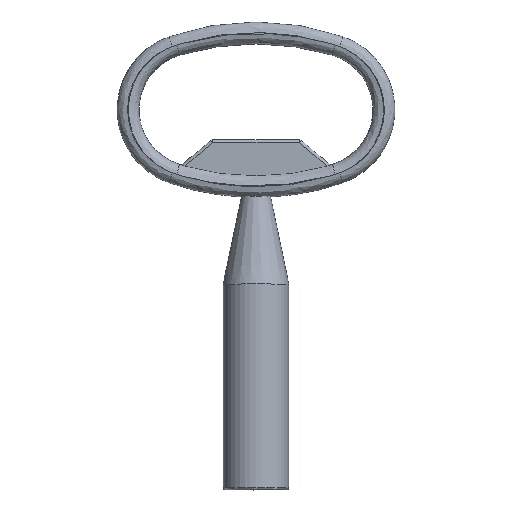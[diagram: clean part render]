
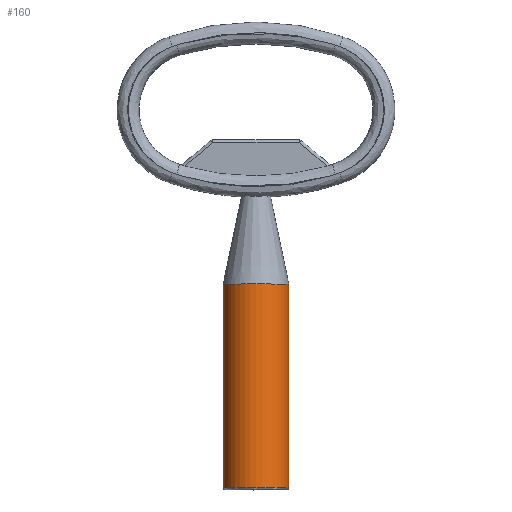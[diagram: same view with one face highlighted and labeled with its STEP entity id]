
A CAD part, top view. The second image highlights one B-rep face of the part: STEP entity #160.
In plain terms, the highlighted cylindrical face has radius 7.112 mm (diameter 14.224 mm), a partial arc.
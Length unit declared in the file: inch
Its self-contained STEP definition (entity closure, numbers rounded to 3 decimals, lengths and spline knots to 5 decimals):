
#35 = EDGE_CURVE ( 'NONE', #1476, #157, #1737, .T. ) ;
#157 = VERTEX_POINT ( 'NONE', #1526 ) ;
#160 = ADVANCED_FACE ( 'NONE', ( #2196 ), #927, .T. ) ;
#177 = CARTESIAN_POINT ( 'NONE',  ( 0.28, 1.76, 0.09495 ) ) ;
#266 = CARTESIAN_POINT ( 'NONE',  ( -0.28, 1.76, 0.09494 ) ) ;
#351 = EDGE_CURVE ( 'NONE', #482, #857, #2644, .T. ) ;
#457 = DIRECTION ( 'NONE',  ( 0., 0., -1. ) ) ;
#482 = VERTEX_POINT ( 'NONE', #2178 ) ;
#487 = CARTESIAN_POINT ( 'NONE',  ( -0.28, 1.18, 0.09496 ) ) ;
#590 = CARTESIAN_POINT ( 'NONE',  ( 0., 1.76, 0.095 ) ) ;
#617 = CARTESIAN_POINT ( 'NONE',  ( 0.28, 1.76, 0.09495 ) ) ;
#725 = B_SPLINE_CURVE_WITH_KNOTS ( 'NONE', 3,
 ( #266, #487, #2647, #1332 ),
 .UNSPECIFIED., .F., .F.,
 ( 4, 4 ),
 ( 0., 1. ),
 .UNSPECIFIED. ) ;
#787 = CARTESIAN_POINT ( 'NONE',  ( 0., 0.02, 0.095 ) ) ;
#829 = EDGE_LOOP ( 'NONE', ( #1181, #964, #1961, #2215 ) ) ;
#857 = VERTEX_POINT ( 'NONE', #2709 ) ;
#927 = CYLINDRICAL_SURFACE ( 'NONE', #2380, 0.28 ) ;
#964 = ORIENTED_EDGE ( 'NONE', *, *, #35, .T. ) ;
#1181 = ORIENTED_EDGE ( 'NONE', *, *, #2406, .T. ) ;
#1264 = CARTESIAN_POINT ( 'NONE',  ( 0.28, 0.6, 0.09498 ) ) ;
#1269 = DIRECTION ( 'NONE',  ( 0., -1., 0. ) ) ;
#1332 = CARTESIAN_POINT ( 'NONE',  ( -0.28, 0.02, 0.095 ) ) ;
#1465 = AXIS2_PLACEMENT_3D ( 'NONE', #787, #2328, #1857 ) ;
#1476 = VERTEX_POINT ( 'NONE', #177 ) ;
#1501 = B_SPLINE_CURVE_WITH_KNOTS ( 'NONE', 3,
 ( #2783, #1264, #2134, #617 ),
 .UNSPECIFIED., .F., .F.,
 ( 4, 4 ),
 ( 0., 1. ),
 .UNSPECIFIED. ) ;
#1526 = CARTESIAN_POINT ( 'NONE',  ( -0.28, 1.76, 0.09494 ) ) ;
#1737 = CIRCLE ( 'NONE', #2688, 0.28 ) ;
#1857 = DIRECTION ( 'NONE',  ( 0., 0., -1. ) ) ;
#1932 = DIRECTION ( 'NONE',  ( 0., 0., -1. ) ) ;
#1961 = ORIENTED_EDGE ( 'NONE', *, *, #2158, .T. ) ;
#1986 = CARTESIAN_POINT ( 'NONE',  ( 0., 2.51, 0.095 ) ) ;
#2134 = CARTESIAN_POINT ( 'NONE',  ( 0.28, 1.18, 0.09497 ) ) ;
#2158 = EDGE_CURVE ( 'NONE', #157, #482, #725, .T. ) ;
#2178 = CARTESIAN_POINT ( 'NONE',  ( -0.28, 0.02, 0.095 ) ) ;
#2196 = FACE_OUTER_BOUND ( 'NONE', #829, .T. ) ;
#2215 = ORIENTED_EDGE ( 'NONE', *, *, #351, .T. ) ;
#2328 = DIRECTION ( 'NONE',  ( 0., 1., 0. ) ) ;
#2380 = AXIS2_PLACEMENT_3D ( 'NONE', #1986, #2413, #457 ) ;
#2406 = EDGE_CURVE ( 'NONE', #857, #1476, #1501, .T. ) ;
#2413 = DIRECTION ( 'NONE',  ( 0., -1., 0. ) ) ;
#2644 = CIRCLE ( 'NONE', #1465, 0.28 ) ;
#2647 = CARTESIAN_POINT ( 'NONE',  ( -0.28, 0.6, 0.09498 ) ) ;
#2688 = AXIS2_PLACEMENT_3D ( 'NONE', #590, #1269, #1932 ) ;
#2709 = CARTESIAN_POINT ( 'NONE',  ( 0.28, 0.02, 0.095 ) ) ;
#2783 = CARTESIAN_POINT ( 'NONE',  ( 0.28, 0.02, 0.095 ) ) ;
